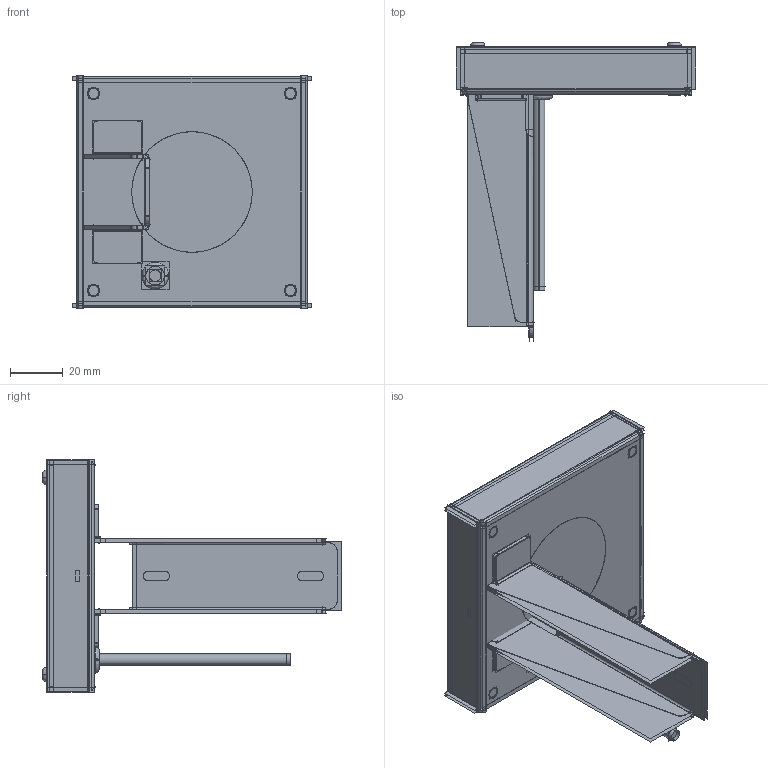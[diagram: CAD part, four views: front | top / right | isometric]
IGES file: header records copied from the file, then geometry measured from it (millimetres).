
Start section:  PTC IGES file: 190841.igs
Global section: file name: 190841.igs; native system: Creo Parametric by Parametric Technology Corporation; preprocessor: 2016010; author: pdmadmin; organization: Unknown; date: 20160728.112121; units: millimetre
Bounding box: 90.77 x 113.46 x 88.23 mm (x, y, z)
Volume: 31957.6 mm3; surface area: 255238.2 mm2
Topology: 25 solids, 25 shells, 1256 faces, 6276 edges, 7924 vertices
Faces by surface type: revolution 644, bspline 612
